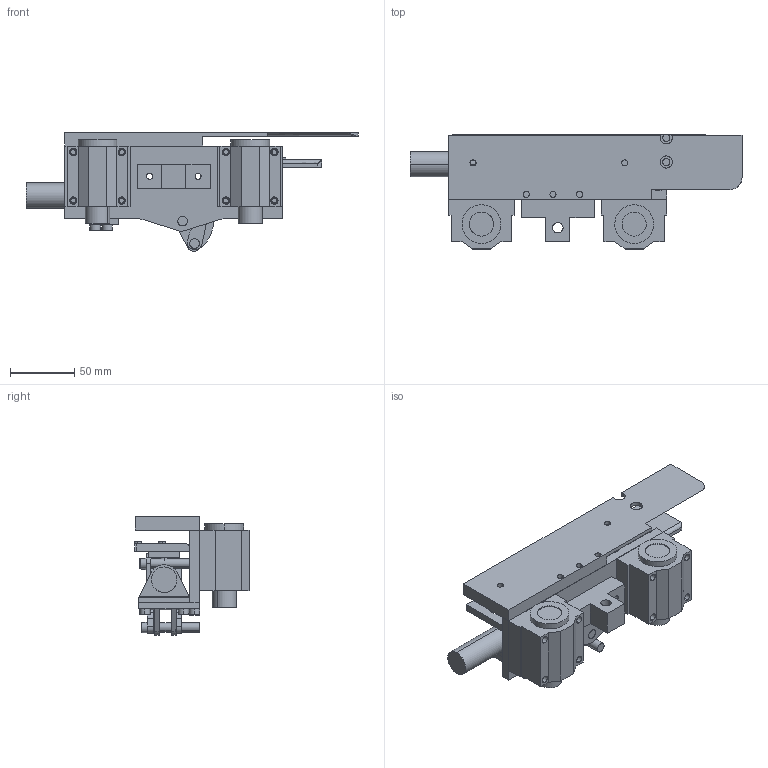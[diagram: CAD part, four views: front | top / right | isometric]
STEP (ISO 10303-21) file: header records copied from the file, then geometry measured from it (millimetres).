
FILE_DESCRIPTION(('FreeCAD Model'),'2;1');
FILE_NAME('Open CASCADE Shape Model','2025-05-02T23:10:31',('FreeCAD'),( 'FreeCAD'),'Open CASCADE STEP processor 7.6','FreeCAD','Unknown');
FILE_SCHEMA(('AUTOMOTIVE_DESIGN { 1 0 10303 214 1 1 1 1 }'));
Length unit declared in the file: millimetre
Products named in the file (1): Open CASCADE STEP translator 7.6 1
Bounding box: 259.11 x 88.99 x 92.55 mm (x, y, z)
Volume: 413154.6 mm3; surface area: 164210.4 mm2
Topology: 44 solids, 45 shells, 927 faces, 2160 edges, 1324 vertices
Faces by surface type: bspline 927
Entity records: 29280 total; most frequent: CARTESIAN_POINT 16738, ORIENTED_EDGE 4248, EDGE_CURVE 2124, VERTEX_POINT 1324, B_SPLINE_CURVE_WITH_KNOTS 1192, FACE_BOUND 1090, EDGE_LOOP 1090, ADVANCED_FACE 927
